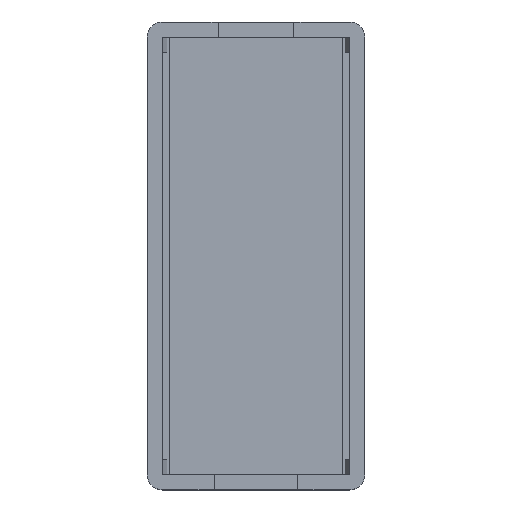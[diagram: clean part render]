
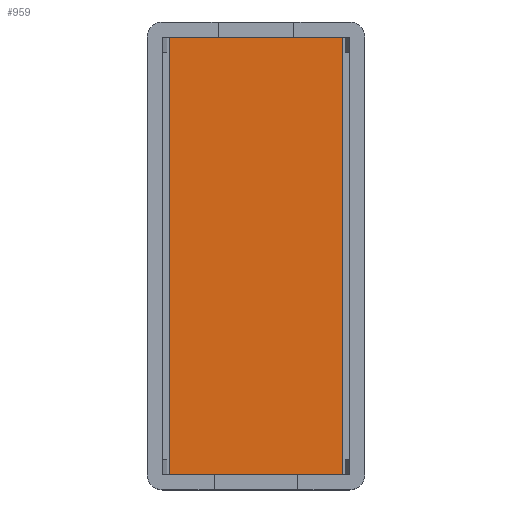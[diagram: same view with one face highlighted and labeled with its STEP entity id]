
A CAD part, top view. The second image highlights one B-rep face of the part: STEP entity #959.
In plain terms, the highlighted planar face has unit normal (0, 0, 1).
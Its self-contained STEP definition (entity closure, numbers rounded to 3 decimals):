
#40 = VERTEX_POINT ( 'NONE', #465 ) ;
#76 = EDGE_CURVE ( 'NONE', #40, #1025, #296, .T. ) ;
#86 = AXIS2_PLACEMENT_3D ( 'NONE', #613, #407, #227 ) ;
#132 = VERTEX_POINT ( 'NONE', #484 ) ;
#227 = DIRECTION ( 'NONE',  ( -1., 0., 0. ) ) ;
#235 = CARTESIAN_POINT ( 'NONE',  ( 24.5, 57.5, -2. ) ) ;
#296 = LINE ( 'NONE', #1163, #1218 ) ;
#298 = ORIENTED_EDGE ( 'NONE', *, *, #641, .F. ) ;
#303 = FACE_OUTER_BOUND ( 'NONE', #763, .T. ) ;
#308 = CARTESIAN_POINT ( 'NONE',  ( 23.5, 57.5, -2. ) ) ;
#339 = ORIENTED_EDGE ( 'NONE', *, *, #76, .F. ) ;
#373 = LINE ( 'NONE', #308, #1221 ) ;
#407 = DIRECTION ( 'NONE',  ( 0., 0., -1. ) ) ;
#465 = CARTESIAN_POINT ( 'NONE',  ( 23.5, -0.2, -2. ) ) ;
#484 = CARTESIAN_POINT ( 'NONE',  ( 23.5, 57.5, -2. ) ) ;
#504 = LINE ( 'NONE', #794, #712 ) ;
#564 = ORIENTED_EDGE ( 'NONE', *, *, #608, .F. ) ;
#608 = EDGE_CURVE ( 'NONE', #1025, #1022, #504, .T. ) ;
#613 = CARTESIAN_POINT ( 'NONE',  ( 0., 0., -2. ) ) ;
#624 = EDGE_CURVE ( 'NONE', #132, #40, #373, .T. ) ;
#641 = EDGE_CURVE ( 'NONE', #1022, #132, #710, .T. ) ;
#659 = VECTOR ( 'NONE', #1193, 1000. ) ;
#694 = PLANE ( 'NONE',  #86 ) ;
#706 = CARTESIAN_POINT ( 'NONE',  ( 0.8, -0.2, -2. ) ) ;
#710 = LINE ( 'NONE', #235, #659 ) ;
#712 = VECTOR ( 'NONE', #868, 1000. ) ;
#763 = EDGE_LOOP ( 'NONE', ( #906, #298, #564, #339 ) ) ;
#794 = CARTESIAN_POINT ( 'NONE',  ( 0.8, 57.5, -2. ) ) ;
#863 = DIRECTION ( 'NONE',  ( -1., 0., 0. ) ) ;
#868 = DIRECTION ( 'NONE',  ( 0., 1., 0. ) ) ;
#906 = ORIENTED_EDGE ( 'NONE', *, *, #624, .F. ) ;
#959 = ADVANCED_FACE ( 'NONE', ( #303 ), #694, .F. ) ;
#1022 = VERTEX_POINT ( 'NONE', #1188 ) ;
#1025 = VERTEX_POINT ( 'NONE', #706 ) ;
#1163 = CARTESIAN_POINT ( 'NONE',  ( -0.2, -0.2, -2. ) ) ;
#1181 = DIRECTION ( 'NONE',  ( 0., -1., 0. ) ) ;
#1188 = CARTESIAN_POINT ( 'NONE',  ( 0.8, 57.5, -2. ) ) ;
#1193 = DIRECTION ( 'NONE',  ( 1., 0., 0. ) ) ;
#1218 = VECTOR ( 'NONE', #863, 1000. ) ;
#1221 = VECTOR ( 'NONE', #1181, 1000. ) ;
